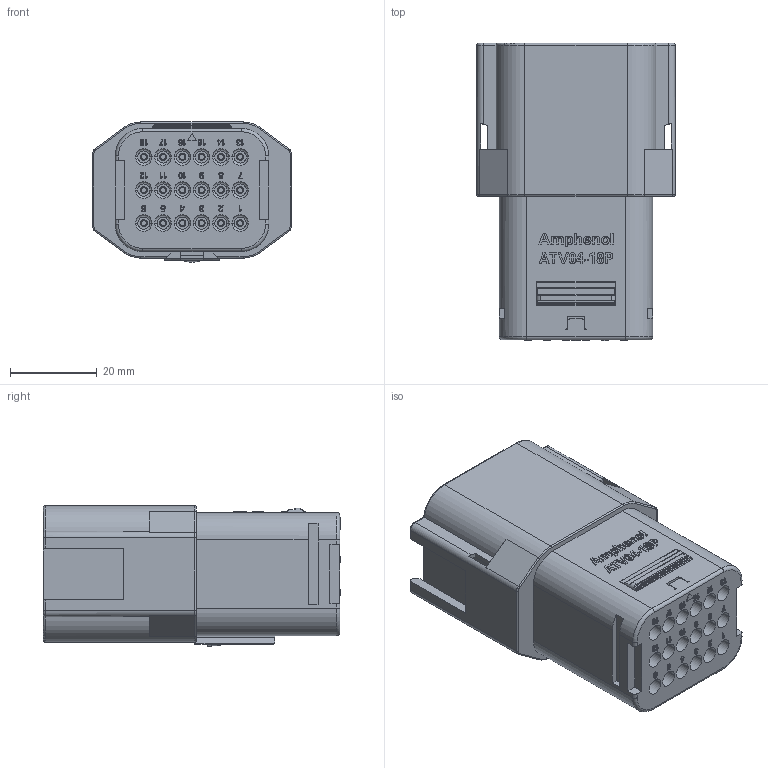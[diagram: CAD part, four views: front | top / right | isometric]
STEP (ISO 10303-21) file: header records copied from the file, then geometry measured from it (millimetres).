
FILE_DESCRIPTION((''),'2;1');
FILE_NAME('PL000596-XXX','2018-05-25T',('sullen.zhang'),(''),'PRO/ENGINEER BY PARAMETRIC TECHNOLOGY CORPORATION, 2013230','PRO/ENGINEER BY PARAMETRIC TECHNOLOGY CORPORATION, 2013230','');
FILE_SCHEMA(('CONFIG_CONTROL_DESIGN'));
Length unit declared in the file: millimetre
Products named in the file (1): PL000596-XXX
Bounding box: 45.8 x 68.55 x 32.31 mm (x, y, z)
Volume: 41633.2 mm3; surface area: 20141.8 mm2
Topology: 1 solids, 1 shells, 1348 faces, 3557 edges, 2338 vertices
Faces by surface type: plane 585, extrusion 500, cylinder 160, torus 100, sphere 2, cone 1
Entity records: 43719 total; most frequent: CARTESIAN_POINT 11803, ORIENTED_EDGE 7114, DIRECTION 5262, EDGE_CURVE 3557, VECTOR 2498, VERTEX_POINT 2338, LINE 1998, B_SPLINE_CURVE_WITH_KNOTS 1525
